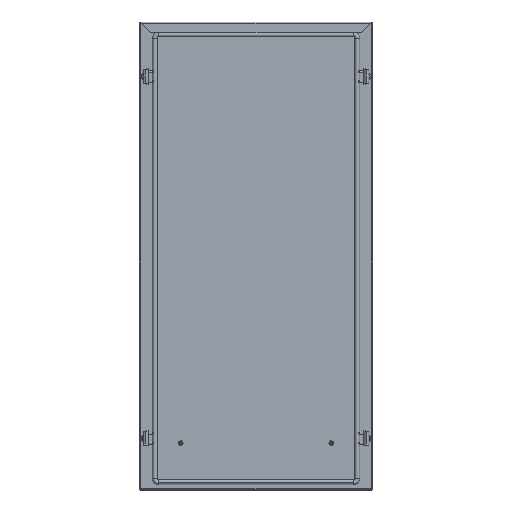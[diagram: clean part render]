
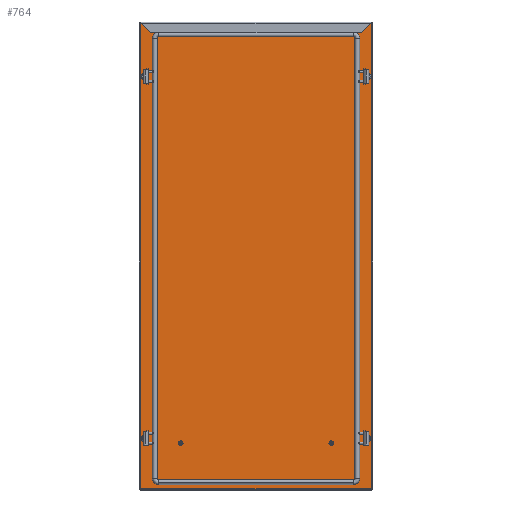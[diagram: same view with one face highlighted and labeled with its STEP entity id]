
A CAD part, top view. The second image highlights one B-rep face of the part: STEP entity #764.
In plain terms, the highlighted planar face has unit normal (0, 0, 1).
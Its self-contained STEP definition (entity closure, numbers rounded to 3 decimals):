
#20 = CARTESIAN_POINT ( 'NONE',  ( -295., 595.1, 0. ) ) ;
#329 = DIRECTION ( 'NONE',  ( 0., 0., 1. ) ) ;
#468 = EDGE_CURVE ( 'NONE', #3282, #5670, #6543, .T. ) ;
#663 = CARTESIAN_POINT ( 'NONE',  ( 0., 0., 0. ) ) ;
#716 = DIRECTION ( 'NONE',  ( 0., 0., 1. ) ) ;
#764 = ADVANCED_FACE ( 'NONE', ( #10176, #4502, #8451, #1589, #5591 ), #10219, .T. ) ;
#800 = ORIENTED_EDGE ( 'NONE', *, *, #8970, .F. ) ;
#815 = DIRECTION ( 'NONE',  ( 1., 0., 0. ) ) ;
#820 = CARTESIAN_POINT ( 'NONE',  ( 285.9, 459., 0. ) ) ;
#838 = EDGE_CURVE ( 'NONE', #5043, #4222, #5036, .T. ) ;
#878 = CARTESIAN_POINT ( 'NONE',  ( 285.9, 467.35, 0. ) ) ;
#1148 = CIRCLE ( 'NONE', #9807, 8.35 ) ;
#1249 = ORIENTED_EDGE ( 'NONE', *, *, #11158, .F. ) ;
#1274 = DIRECTION ( 'NONE',  ( 1., 0., 0. ) ) ;
#1296 = VECTOR ( 'NONE', #11206, 1000. ) ;
#1402 = ORIENTED_EDGE ( 'NONE', *, *, #6633, .F. ) ;
#1499 = EDGE_LOOP ( 'NONE', ( #7624, #3033 ) ) ;
#1572 = DIRECTION ( 'NONE',  ( 1., 0., 0. ) ) ;
#1580 = EDGE_LOOP ( 'NONE', ( #1894, #800, #4960, #7469 ) ) ;
#1589 = FACE_BOUND ( 'NONE', #3892, .T. ) ;
#1630 = DIRECTION ( 'NONE',  ( 1., 0., 0. ) ) ;
#1730 = CARTESIAN_POINT ( 'NONE',  ( 296.293, -595.1, 0. ) ) ;
#1734 = DIRECTION ( 'NONE',  ( 0., 0., 1. ) ) ;
#1894 = ORIENTED_EDGE ( 'NONE', *, *, #9395, .F. ) ;
#2125 = VECTOR ( 'NONE', #4299, 1000. ) ;
#2349 = DIRECTION ( 'NONE',  ( 1., 0., 0. ) ) ;
#2433 = EDGE_CURVE ( 'NONE', #3559, #6905, #3260, .T. ) ;
#2696 = VERTEX_POINT ( 'NONE', #5192 ) ;
#2964 = EDGE_CURVE ( 'NONE', #9872, #7407, #9002, .T. ) ;
#2974 = DIRECTION ( 'NONE',  ( 1., 0., 0. ) ) ;
#3033 = ORIENTED_EDGE ( 'NONE', *, *, #2964, .F. ) ;
#3062 = LINE ( 'NONE', #1730, #2125 ) ;
#3225 = EDGE_CURVE ( 'NONE', #4222, #5043, #8993, .T. ) ;
#3260 = LINE ( 'NONE', #10204, #7662 ) ;
#3282 = VERTEX_POINT ( 'NONE', #9639 ) ;
#3497 = DIRECTION ( 'NONE',  ( 1., 0., 0. ) ) ;
#3559 = VERTEX_POINT ( 'NONE', #20 ) ;
#3643 = CIRCLE ( 'NONE', #11132, 8.35 ) ;
#3892 = EDGE_LOOP ( 'NONE', ( #4007, #1402 ) ) ;
#4007 = ORIENTED_EDGE ( 'NONE', *, *, #468, .F. ) ;
#4031 = CARTESIAN_POINT ( 'NONE',  ( -285.9, 459., 0. ) ) ;
#4222 = VERTEX_POINT ( 'NONE', #8975 ) ;
#4299 = DIRECTION ( 'NONE',  ( -1., 0., 0. ) ) ;
#4311 = CARTESIAN_POINT ( 'NONE',  ( 295., 595.1, 0. ) ) ;
#4352 = AXIS2_PLACEMENT_3D ( 'NONE', #4848, #5623, #2974 ) ;
#4394 = ORIENTED_EDGE ( 'NONE', *, *, #838, .F. ) ;
#4424 = CARTESIAN_POINT ( 'NONE',  ( 285.9, -466., 0. ) ) ;
#4448 = AXIS2_PLACEMENT_3D ( 'NONE', #6603, #9192, #1274 ) ;
#4502 = FACE_BOUND ( 'NONE', #1499, .T. ) ;
#4780 = DIRECTION ( 'NONE',  ( 1., 0., 0. ) ) ;
#4848 = CARTESIAN_POINT ( 'NONE',  ( -285.9, 459., 0. ) ) ;
#4933 = DIRECTION ( 'NONE',  ( 0., 1., 0. ) ) ;
#4960 = ORIENTED_EDGE ( 'NONE', *, *, #8900, .F. ) ;
#4961 = CIRCLE ( 'NONE', #4448, 8.35 ) ;
#4979 = CARTESIAN_POINT ( 'NONE',  ( 285.9, -474.35, 0. ) ) ;
#5019 = CARTESIAN_POINT ( 'NONE',  ( -285.9, -474.35, 0. ) ) ;
#5036 = CIRCLE ( 'NONE', #11176, 8.35 ) ;
#5038 = DIRECTION ( 'NONE',  ( 0., 0., 1. ) ) ;
#5043 = VERTEX_POINT ( 'NONE', #878 ) ;
#5111 = CARTESIAN_POINT ( 'NONE',  ( 295., 596.393, 0. ) ) ;
#5192 = CARTESIAN_POINT ( 'NONE',  ( -295., -595.1, 0. ) ) ;
#5440 = LINE ( 'NONE', #5111, #1296 ) ;
#5591 = FACE_OUTER_BOUND ( 'NONE', #1580, .T. ) ;
#5623 = DIRECTION ( 'NONE',  ( 0., 0., 1. ) ) ;
#5670 = VERTEX_POINT ( 'NONE', #5732 ) ;
#5732 = CARTESIAN_POINT ( 'NONE',  ( -285.9, 467.35, 0. ) ) ;
#5733 = EDGE_LOOP ( 'NONE', ( #1249, #8899 ) ) ;
#6079 = DIRECTION ( 'NONE',  ( 1., 0., 0. ) ) ;
#6543 = CIRCLE ( 'NONE', #4352, 8.35 ) ;
#6603 = CARTESIAN_POINT ( 'NONE',  ( -285.9, -466., 0. ) ) ;
#6633 = EDGE_CURVE ( 'NONE', #5670, #3282, #1148, .T. ) ;
#6905 = VERTEX_POINT ( 'NONE', #4311 ) ;
#6951 = CARTESIAN_POINT ( 'NONE',  ( 285.9, 459., 0. ) ) ;
#7407 = VERTEX_POINT ( 'NONE', #4979 ) ;
#7417 = VERTEX_POINT ( 'NONE', #5019 ) ;
#7469 = ORIENTED_EDGE ( 'NONE', *, *, #2433, .F. ) ;
#7624 = ORIENTED_EDGE ( 'NONE', *, *, #9035, .F. ) ;
#7662 = VECTOR ( 'NONE', #1630, 1000. ) ;
#7763 = AXIS2_PLACEMENT_3D ( 'NONE', #8548, #5038, #2349 ) ;
#7937 = CARTESIAN_POINT ( 'NONE',  ( 285.9, -457.65, 0. ) ) ;
#8395 = DIRECTION ( 'NONE',  ( 0., 0., 1. ) ) ;
#8414 = LINE ( 'NONE', #11021, #10288 ) ;
#8451 = FACE_BOUND ( 'NONE', #8855, .T. ) ;
#8531 = EDGE_CURVE ( 'NONE', #10912, #7417, #4961, .T. ) ;
#8548 = CARTESIAN_POINT ( 'NONE',  ( -285.9, -466., 0. ) ) ;
#8576 = AXIS2_PLACEMENT_3D ( 'NONE', #9955, #329, #10721 ) ;
#8809 = CIRCLE ( 'NONE', #7763, 8.35 ) ;
#8855 = EDGE_LOOP ( 'NONE', ( #10874, #4394 ) ) ;
#8899 = ORIENTED_EDGE ( 'NONE', *, *, #8531, .F. ) ;
#8900 = EDGE_CURVE ( 'NONE', #6905, #9300, #5440, .T. ) ;
#8964 = CARTESIAN_POINT ( 'NONE',  ( -285.9, -457.65, 0. ) ) ;
#8970 = EDGE_CURVE ( 'NONE', #9300, #2696, #3062, .T. ) ;
#8975 = CARTESIAN_POINT ( 'NONE',  ( 285.9, 450.65, 0. ) ) ;
#8993 = CIRCLE ( 'NONE', #9709, 8.35 ) ;
#9002 = CIRCLE ( 'NONE', #8576, 8.35 ) ;
#9035 = EDGE_CURVE ( 'NONE', #7407, #9872, #3643, .T. ) ;
#9192 = DIRECTION ( 'NONE',  ( 0., 0., 1. ) ) ;
#9300 = VERTEX_POINT ( 'NONE', #10199 ) ;
#9395 = EDGE_CURVE ( 'NONE', #2696, #3559, #8414, .T. ) ;
#9639 = CARTESIAN_POINT ( 'NONE',  ( -285.9, 450.65, 0. ) ) ;
#9709 = AXIS2_PLACEMENT_3D ( 'NONE', #6951, #716, #6079 ) ;
#9807 = AXIS2_PLACEMENT_3D ( 'NONE', #4031, #8395, #4780 ) ;
#9872 = VERTEX_POINT ( 'NONE', #7937 ) ;
#9955 = CARTESIAN_POINT ( 'NONE',  ( 285.9, -466., 0. ) ) ;
#10099 = DIRECTION ( 'NONE',  ( 0., 0., 1. ) ) ;
#10151 = AXIS2_PLACEMENT_3D ( 'NONE', #663, #10099, #1572 ) ;
#10176 = FACE_BOUND ( 'NONE', #5733, .T. ) ;
#10199 = CARTESIAN_POINT ( 'NONE',  ( 295., -595.1, 0. ) ) ;
#10204 = CARTESIAN_POINT ( 'NONE',  ( -296.293, 595.1, 0. ) ) ;
#10219 = PLANE ( 'NONE',  #10151 ) ;
#10288 = VECTOR ( 'NONE', #4933, 1000. ) ;
#10721 = DIRECTION ( 'NONE',  ( 1., 0., 0. ) ) ;
#10874 = ORIENTED_EDGE ( 'NONE', *, *, #3225, .F. ) ;
#10912 = VERTEX_POINT ( 'NONE', #8964 ) ;
#11021 = CARTESIAN_POINT ( 'NONE',  ( -295., -596.393, 0. ) ) ;
#11132 = AXIS2_PLACEMENT_3D ( 'NONE', #4424, #11294, #815 ) ;
#11158 = EDGE_CURVE ( 'NONE', #7417, #10912, #8809, .T. ) ;
#11176 = AXIS2_PLACEMENT_3D ( 'NONE', #820, #1734, #3497 ) ;
#11206 = DIRECTION ( 'NONE',  ( 0., -1., 0. ) ) ;
#11294 = DIRECTION ( 'NONE',  ( 0., 0., 1. ) ) ;
